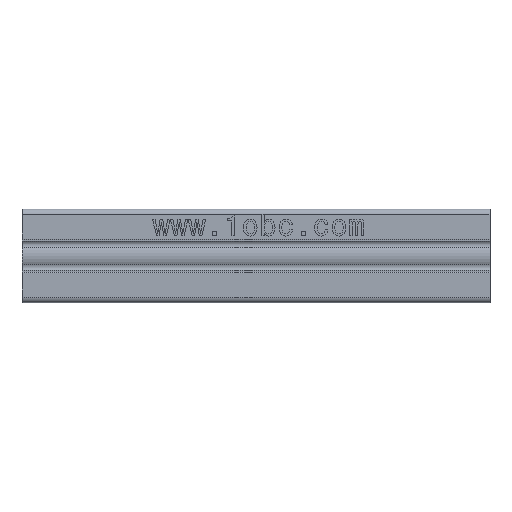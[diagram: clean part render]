
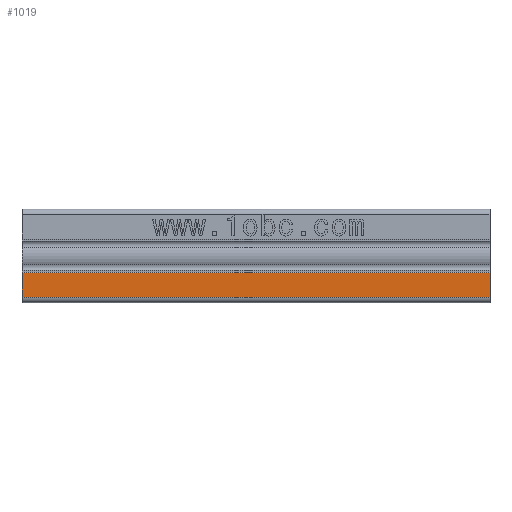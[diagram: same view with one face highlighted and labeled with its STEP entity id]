
A CAD part, top view. The second image highlights one B-rep face of the part: STEP entity #1019.
In plain terms, the highlighted planar face has unit normal (0, 0, 1).
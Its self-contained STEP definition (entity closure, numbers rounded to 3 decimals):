
#980=CARTESIAN_POINT('Axis2P3D Location',(0.,-10.,10.)) ;
#985=CARTESIAN_POINT('Line Origine',(0.,-8.8,10.)) ;
#989=CARTESIAN_POINT('Vertex',(-50.,-8.8,10.)) ;
#991=CARTESIAN_POINT('Vertex',(50.,-8.8,10.)) ;
#994=CARTESIAN_POINT('Line Origine',(50.,-6.2,10.)) ;
#998=CARTESIAN_POINT('Vertex',(50.,-3.6,10.)) ;
#1001=CARTESIAN_POINT('Line Origine',(0.,-3.6,10.)) ;
#1005=CARTESIAN_POINT('Vertex',(-50.,-3.6,10.)) ;
#1008=CARTESIAN_POINT('Line Origine',(-50.,-6.2,10.)) ;
#981=DIRECTION('Axis2P3D Direction',(0.,0.,-1.)) ;
#982=DIRECTION('Axis2P3D XDirection',(0.,1.,0.)) ;
#986=DIRECTION('Vector Direction',(1.,0.,0.)) ;
#995=DIRECTION('Vector Direction',(0.,1.,0.)) ;
#1002=DIRECTION('Vector Direction',(-1.,0.,0.)) ;
#1009=DIRECTION('Vector Direction',(0.,1.,0.)) ;
#983=AXIS2_PLACEMENT_3D('Plane Axis2P3D',#980,#981,#982) ;
#1014=ORIENTED_EDGE('',*,*,#993,.T.) ;
#1015=ORIENTED_EDGE('',*,*,#1000,.F.) ;
#1016=ORIENTED_EDGE('',*,*,#1007,.T.) ;
#1017=ORIENTED_EDGE('',*,*,#1012,.T.) ;
#987=VECTOR('Line Direction',#986,1.) ;
#996=VECTOR('Line Direction',#995,1.) ;
#1003=VECTOR('Line Direction',#1002,1.) ;
#1010=VECTOR('Line Direction',#1009,1.) ;
#1019=ADVANCED_FACE('PartBody',(#1018),#984,.F.) ;
#993=EDGE_CURVE('',#990,#992,#988,.T.) ;
#1000=EDGE_CURVE('',#999,#992,#997,.F.) ;
#1007=EDGE_CURVE('',#999,#1006,#1004,.T.) ;
#1012=EDGE_CURVE('',#1006,#990,#1011,.F.) ;
#1013=EDGE_LOOP('',(#1014,#1015,#1016,#1017)) ;
#1018=FACE_OUTER_BOUND('',#1013,.T.) ;
#988=LINE('Line',#985,#987) ;
#997=LINE('Line',#994,#996) ;
#1004=LINE('Line',#1001,#1003) ;
#1011=LINE('Line',#1008,#1010) ;
#984=PLANE('',#983) ;
#990=VERTEX_POINT('',#989) ;
#992=VERTEX_POINT('',#991) ;
#999=VERTEX_POINT('',#998) ;
#1006=VERTEX_POINT('',#1005) ;
